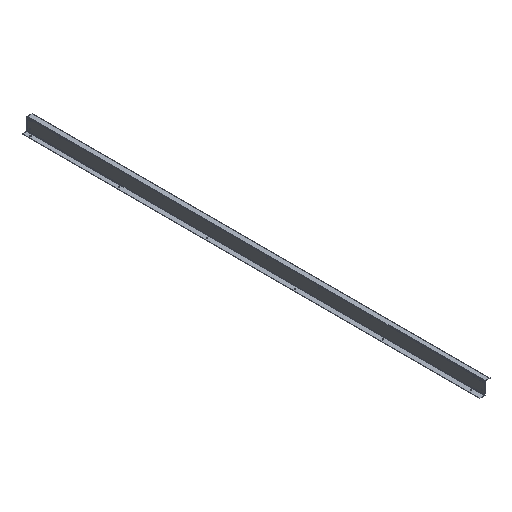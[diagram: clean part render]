
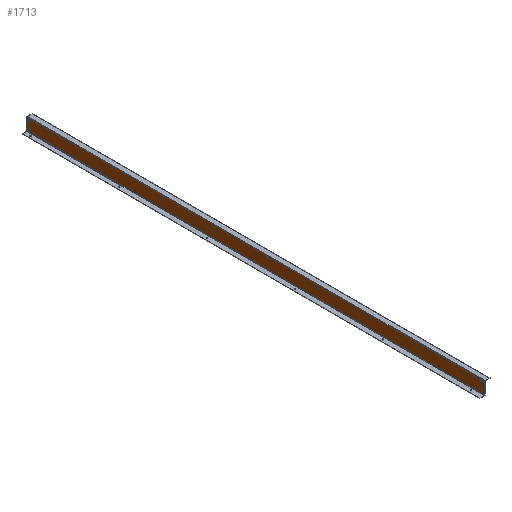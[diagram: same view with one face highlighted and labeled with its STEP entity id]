
A CAD part, isometric view. The second image highlights one B-rep face of the part: STEP entity #1713.
In plain terms, the highlighted planar face has unit normal (1, 0, 0).
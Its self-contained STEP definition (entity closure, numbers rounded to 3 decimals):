
#11=FACE_BOUND('',#214,.T.);
#12=FACE_BOUND('',#215,.T.);
#13=FACE_BOUND('',#216,.T.);
#14=FACE_BOUND('',#217,.T.);
#15=FACE_BOUND('',#218,.T.);
#16=FACE_BOUND('',#219,.T.);
#17=FACE_BOUND('',#220,.T.);
#18=FACE_BOUND('',#221,.T.);
#19=FACE_BOUND('',#222,.T.);
#20=FACE_BOUND('',#223,.T.);
#21=FACE_BOUND('',#224,.T.);
#22=FACE_BOUND('',#225,.T.);
#23=FACE_BOUND('',#226,.T.);
#24=FACE_BOUND('',#227,.T.);
#25=FACE_BOUND('',#228,.T.);
#53=PLANE('',#1946);
#149=FACE_OUTER_BOUND('',#213,.T.);
#213=EDGE_LOOP('',(#1411,#1412,#1413,#1414));
#214=EDGE_LOOP('',(#1415));
#215=EDGE_LOOP('',(#1416));
#216=EDGE_LOOP('',(#1417));
#217=EDGE_LOOP('',(#1418));
#218=EDGE_LOOP('',(#1419));
#219=EDGE_LOOP('',(#1420));
#220=EDGE_LOOP('',(#1421));
#221=EDGE_LOOP('',(#1422));
#222=EDGE_LOOP('',(#1423));
#223=EDGE_LOOP('',(#1424));
#224=EDGE_LOOP('',(#1425));
#225=EDGE_LOOP('',(#1426));
#226=EDGE_LOOP('',(#1427));
#227=EDGE_LOOP('',(#1428));
#228=EDGE_LOOP('',(#1429));
#333=LINE('',#2810,#489);
#334=LINE('',#2812,#490);
#335=LINE('',#2814,#491);
#336=LINE('',#2815,#492);
#489=VECTOR('',#2226,2210.);
#490=VECTOR('',#2227,57.527);
#491=VECTOR('',#2228,2210.);
#492=VECTOR('',#2229,57.527);
#645=CIRCLE('',#1947,2.25);
#646=CIRCLE('',#1948,2.25);
#647=CIRCLE('',#1949,2.25);
#648=CIRCLE('',#1950,2.25);
#649=CIRCLE('',#1951,2.25);
#650=CIRCLE('',#1952,2.25);
#651=CIRCLE('',#1953,2.25);
#652=CIRCLE('',#1954,2.25);
#653=CIRCLE('',#1955,2.25);
#654=CIRCLE('',#1956,2.25);
#655=CIRCLE('',#1957,2.25);
#656=CIRCLE('',#1958,2.25);
#657=CIRCLE('',#1959,2.25);
#658=CIRCLE('',#1960,2.25);
#659=CIRCLE('',#1961,2.25);
#815=VERTEX_POINT('',#2808);
#816=VERTEX_POINT('',#2809);
#817=VERTEX_POINT('',#2811);
#818=VERTEX_POINT('',#2813);
#819=VERTEX_POINT('',#2816);
#820=VERTEX_POINT('',#2818);
#821=VERTEX_POINT('',#2820);
#822=VERTEX_POINT('',#2822);
#823=VERTEX_POINT('',#2824);
#824=VERTEX_POINT('',#2826);
#825=VERTEX_POINT('',#2828);
#826=VERTEX_POINT('',#2830);
#827=VERTEX_POINT('',#2832);
#828=VERTEX_POINT('',#2834);
#829=VERTEX_POINT('',#2836);
#830=VERTEX_POINT('',#2838);
#831=VERTEX_POINT('',#2840);
#832=VERTEX_POINT('',#2842);
#833=VERTEX_POINT('',#2844);
#1113=EDGE_CURVE('',#815,#816,#333,.T.);
#1114=EDGE_CURVE('',#816,#817,#334,.T.);
#1115=EDGE_CURVE('',#817,#818,#335,.T.);
#1116=EDGE_CURVE('',#818,#815,#336,.T.);
#1117=EDGE_CURVE('',#819,#819,#645,.T.);
#1118=EDGE_CURVE('',#820,#820,#646,.T.);
#1119=EDGE_CURVE('',#821,#821,#647,.T.);
#1120=EDGE_CURVE('',#822,#822,#648,.T.);
#1121=EDGE_CURVE('',#823,#823,#649,.T.);
#1122=EDGE_CURVE('',#824,#824,#650,.T.);
#1123=EDGE_CURVE('',#825,#825,#651,.T.);
#1124=EDGE_CURVE('',#826,#826,#652,.T.);
#1125=EDGE_CURVE('',#827,#827,#653,.T.);
#1126=EDGE_CURVE('',#828,#828,#654,.T.);
#1127=EDGE_CURVE('',#829,#829,#655,.T.);
#1128=EDGE_CURVE('',#830,#830,#656,.T.);
#1129=EDGE_CURVE('',#831,#831,#657,.T.);
#1130=EDGE_CURVE('',#832,#832,#658,.T.);
#1131=EDGE_CURVE('',#833,#833,#659,.T.);
#1411=ORIENTED_EDGE('',*,*,#1113,.T.);
#1412=ORIENTED_EDGE('',*,*,#1114,.T.);
#1413=ORIENTED_EDGE('',*,*,#1115,.T.);
#1414=ORIENTED_EDGE('',*,*,#1116,.T.);
#1415=ORIENTED_EDGE('',*,*,#1117,.T.);
#1416=ORIENTED_EDGE('',*,*,#1118,.T.);
#1417=ORIENTED_EDGE('',*,*,#1119,.T.);
#1418=ORIENTED_EDGE('',*,*,#1120,.T.);
#1419=ORIENTED_EDGE('',*,*,#1121,.T.);
#1420=ORIENTED_EDGE('',*,*,#1122,.T.);
#1421=ORIENTED_EDGE('',*,*,#1123,.T.);
#1422=ORIENTED_EDGE('',*,*,#1124,.T.);
#1423=ORIENTED_EDGE('',*,*,#1125,.T.);
#1424=ORIENTED_EDGE('',*,*,#1126,.T.);
#1425=ORIENTED_EDGE('',*,*,#1127,.T.);
#1426=ORIENTED_EDGE('',*,*,#1128,.T.);
#1427=ORIENTED_EDGE('',*,*,#1129,.T.);
#1428=ORIENTED_EDGE('',*,*,#1130,.T.);
#1429=ORIENTED_EDGE('',*,*,#1131,.T.);
#1713=ADVANCED_FACE('',(#149,#11,#12,#13,#14,#15,#16,#17,#18,#19,#20,#21,
#22,#23,#24,#25),#53,.T.);
#1946=AXIS2_PLACEMENT_3D('',#2807,#2224,#2225);
#1947=AXIS2_PLACEMENT_3D('',#2817,#2230,#2231);
#1948=AXIS2_PLACEMENT_3D('',#2819,#2232,#2233);
#1949=AXIS2_PLACEMENT_3D('',#2821,#2234,#2235);
#1950=AXIS2_PLACEMENT_3D('',#2823,#2236,#2237);
#1951=AXIS2_PLACEMENT_3D('',#2825,#2238,#2239);
#1952=AXIS2_PLACEMENT_3D('',#2827,#2240,#2241);
#1953=AXIS2_PLACEMENT_3D('',#2829,#2242,#2243);
#1954=AXIS2_PLACEMENT_3D('',#2831,#2244,#2245);
#1955=AXIS2_PLACEMENT_3D('',#2833,#2246,#2247);
#1956=AXIS2_PLACEMENT_3D('',#2835,#2248,#2249);
#1957=AXIS2_PLACEMENT_3D('',#2837,#2250,#2251);
#1958=AXIS2_PLACEMENT_3D('',#2839,#2252,#2253);
#1959=AXIS2_PLACEMENT_3D('',#2841,#2254,#2255);
#1960=AXIS2_PLACEMENT_3D('',#2843,#2256,#2257);
#1961=AXIS2_PLACEMENT_3D('',#2845,#2258,#2259);
#2224=DIRECTION('center_axis',(1.,0.,0.));
#2225=DIRECTION('ref_axis',(0.,0.,-1.));
#2226=DIRECTION('',(0.,-1.,0.));
#2227=DIRECTION('',(0.,0.,-1.));
#2228=DIRECTION('',(0.,1.,0.));
#2229=DIRECTION('',(0.,0.,1.));
#2230=DIRECTION('center_axis',(-1.,0.,0.));
#2231=DIRECTION('ref_axis',(0.,0.,
-1.));
#2232=DIRECTION('center_axis',(-1.,0.,0.));
#2233=DIRECTION('ref_axis',(0.,0.,
-1.));
#2234=DIRECTION('center_axis',(-1.,0.,0.));
#2235=DIRECTION('ref_axis',(0.,0.,
-1.));
#2236=DIRECTION('center_axis',(-1.,0.,0.));
#2237=DIRECTION('ref_axis',(0.,0.,
-1.));
#2238=DIRECTION('center_axis',(-1.,0.,0.));
#2239=DIRECTION('ref_axis',(0.,0.,
-1.));
#2240=DIRECTION('center_axis',(-1.,0.,0.));
#2241=DIRECTION('ref_axis',(0.,0.,
-1.));
#2242=DIRECTION('center_axis',(-1.,0.,0.));
#2243=DIRECTION('ref_axis',(0.,0.,
-1.));
#2244=DIRECTION('center_axis',(-1.,0.,0.));
#2245=DIRECTION('ref_axis',(0.,0.,
-1.));
#2246=DIRECTION('center_axis',(-1.,0.,0.));
#2247=DIRECTION('ref_axis',(0.,0.,
-1.));
#2248=DIRECTION('center_axis',(-1.,0.,0.));
#2249=DIRECTION('ref_axis',(0.,0.,
-1.));
#2250=DIRECTION('center_axis',(-1.,0.,0.));
#2251=DIRECTION('ref_axis',(0.,0.,
-1.));
#2252=DIRECTION('center_axis',(-1.,0.,0.));
#2253=DIRECTION('ref_axis',(0.,0.,
-1.));
#2254=DIRECTION('center_axis',(-1.,0.,0.));
#2255=DIRECTION('ref_axis',(0.,0.,
-1.));
#2256=DIRECTION('center_axis',(-1.,0.,0.));
#2257=DIRECTION('ref_axis',(0.,0.,
-1.));
#2258=DIRECTION('center_axis',(-1.,0.,0.));
#2259=DIRECTION('ref_axis',(0.,0.,
-1.));
#2807=CARTESIAN_POINT('Origin',(660.84,1.348,1.737));
#2808=CARTESIAN_POINT('',(660.84,1106.348,59.263));
#2809=CARTESIAN_POINT('',(660.84,-1103.652,59.263));
#2810=CARTESIAN_POINT('',(660.84,1106.348,59.263));
#2811=CARTESIAN_POINT('',(660.84,-1103.652,1.737));
#2812=CARTESIAN_POINT('',(660.84,-1103.652,59.263));
#2813=CARTESIAN_POINT('',(660.84,1106.348,1.737));
#2814=CARTESIAN_POINT('',(660.84,-1103.652,1.737));
#2815=CARTESIAN_POINT('',(660.84,1106.348,1.737));
#2816=CARTESIAN_POINT('',(660.84,948.47,52.821));
#2817=CARTESIAN_POINT('Origin',(660.84,948.47,50.571));
#2818=CARTESIAN_POINT('',(660.84,698.47,52.821));
#2819=CARTESIAN_POINT('Origin',(660.84,698.47,50.571));
#2820=CARTESIAN_POINT('',(660.84,448.47,52.821));
#2821=CARTESIAN_POINT('Origin',(660.84,448.47,50.571));
#2822=CARTESIAN_POINT('',(660.84,198.47,52.821));
#2823=CARTESIAN_POINT('Origin',(660.84,198.47,50.571));
#2824=CARTESIAN_POINT('',(660.84,-51.53,52.821));
#2825=CARTESIAN_POINT('Origin',(660.84,-51.53,50.571));
#2826=CARTESIAN_POINT('',(660.84,-301.53,52.821));
#2827=CARTESIAN_POINT('Origin',(660.84,-301.53,50.571));
#2828=CARTESIAN_POINT('',(660.84,-551.53,52.821));
#2829=CARTESIAN_POINT('Origin',(660.84,-551.53,50.571));
#2830=CARTESIAN_POINT('',(660.84,-1051.53,52.821));
#2831=CARTESIAN_POINT('Origin',(660.84,-1051.53,50.571));
#2832=CARTESIAN_POINT('',(660.84,-801.53,52.821));
#2833=CARTESIAN_POINT('Origin',(660.84,-801.53,50.571));
#2834=CARTESIAN_POINT('',(660.84,1091.78,19.932));
#2835=CARTESIAN_POINT('Origin',(660.84,1091.78,17.682));
#2836=CARTESIAN_POINT('',(660.84,1098.678,54.467));
#2837=CARTESIAN_POINT('Origin',(660.84,1098.678,52.217));
#2838=CARTESIAN_POINT('',(660.84,1085.055,54.467));
#2839=CARTESIAN_POINT('Origin',(660.84,1085.055,52.217));
#2840=CARTESIAN_POINT('',(660.84,-1082.359,54.467));
#2841=CARTESIAN_POINT('Origin',(660.84,-1082.359,52.217));
#2842=CARTESIAN_POINT('',(660.84,-1095.982,54.467));
#2843=CARTESIAN_POINT('Origin',(660.84,-1095.982,52.217));
#2844=CARTESIAN_POINT('',(660.84,-1089.084,19.932));
#2845=CARTESIAN_POINT('Origin',(660.84,-1089.084,17.682));
